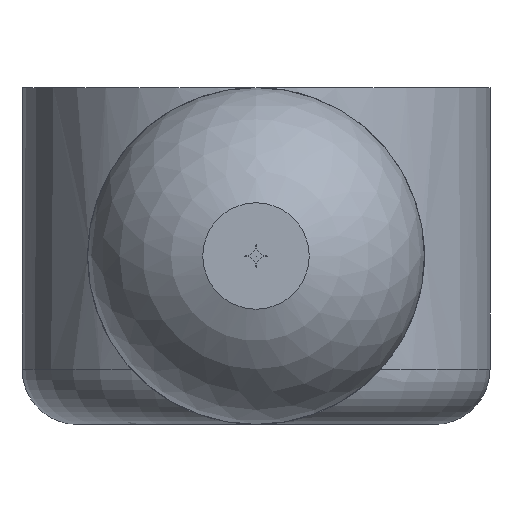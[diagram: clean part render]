
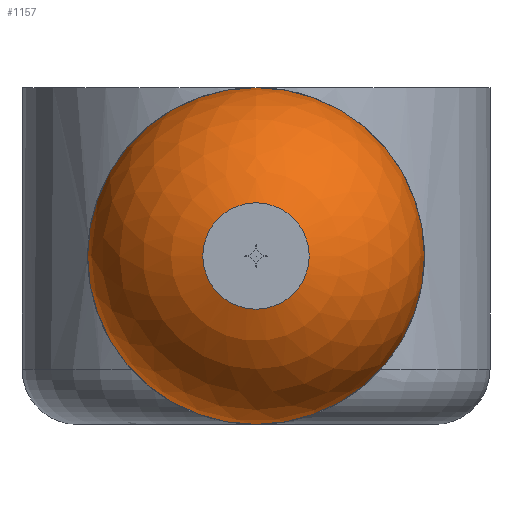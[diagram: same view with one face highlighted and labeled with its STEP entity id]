
A CAD part, front view. The second image highlights one B-rep face of the part: STEP entity #1157.
In plain terms, the highlighted spherical face has radius 6.032 mm.
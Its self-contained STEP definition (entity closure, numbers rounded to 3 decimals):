
#37=SPHERICAL_SURFACE('',#1249,6.033);
#349=FACE_OUTER_BOUND('',#414,.T.);
#414=EDGE_LOOP('',(#821,#822,#823,#824,#825,#826));
#483=CIRCLE('',#1247,1.905);
#484=CIRCLE('',#1248,1.905);
#485=CIRCLE('',#1250,6.033);
#486=CIRCLE('',#1251,6.033);
#487=CIRCLE('',#1252,6.033);
#520=VERTEX_POINT('',#1621);
#521=VERTEX_POINT('',#1622);
#522=VERTEX_POINT('',#1627);
#523=VERTEX_POINT('',#1628);
#636=EDGE_CURVE('',#520,#521,#483,.T.);
#638=EDGE_CURVE('',#521,#520,#484,.T.);
#639=EDGE_CURVE('',#522,#523,#485,.T.);
#640=EDGE_CURVE('',#523,#522,#486,.T.);
#641=EDGE_CURVE('',#523,#521,#487,.T.);
#821=ORIENTED_EDGE('',*,*,#639,.F.);
#822=ORIENTED_EDGE('',*,*,#640,.F.);
#823=ORIENTED_EDGE('',*,*,#641,.T.);
#824=ORIENTED_EDGE('',*,*,#638,.T.);
#825=ORIENTED_EDGE('',*,*,#636,.T.);
#826=ORIENTED_EDGE('',*,*,#641,.F.);
#1157=ADVANCED_FACE('',(#349),#37,.T.);
#1247=AXIS2_PLACEMENT_3D('',#1623,#1343,#1344);
#1248=AXIS2_PLACEMENT_3D('',#1625,#1346,#1347);
#1249=AXIS2_PLACEMENT_3D('',#1626,#1348,#1349);
#1250=AXIS2_PLACEMENT_3D('',#1629,#1350,#1351);
#1251=AXIS2_PLACEMENT_3D('',#1630,#1352,#1353);
#1252=AXIS2_PLACEMENT_3D('',#1631,#1354,#1355);
#1343=DIRECTION('center_axis',(0.,1.,0.));
#1344=DIRECTION('ref_axis',(-1.,0.,0.));
#1346=DIRECTION('center_axis',(0.,1.,0.));
#1347=DIRECTION('ref_axis',(-1.,0.,0.));
#1348=DIRECTION('center_axis',(0.,1.,0.));
#1349=DIRECTION('ref_axis',(0.,0.,-1.));
#1350=DIRECTION('center_axis',(0.,1.,0.));
#1351=DIRECTION('ref_axis',(0.,0.,1.));
#1352=DIRECTION('center_axis',(0.,1.,0.));
#1353=DIRECTION('ref_axis',(0.,0.,1.));
#1354=DIRECTION('center_axis',(1.,0.,0.));
#1355=DIRECTION('ref_axis',(0.,0.,1.));
#1621=CARTESIAN_POINT('',(1.905,-15.376,6.033));
#1622=CARTESIAN_POINT('',(0.,-15.376,7.938));
#1623=CARTESIAN_POINT('Origin',(0.,-15.376,6.033));
#1625=CARTESIAN_POINT('Origin',(0.,-15.376,6.033));
#1626=CARTESIAN_POINT('Origin',(0.,-9.652,6.033));
#1627=CARTESIAN_POINT('',(0.,-9.652,0.));
#1628=CARTESIAN_POINT('',(0.,-9.652,12.065));
#1629=CARTESIAN_POINT('Origin',(0.,-9.652,6.033));
#1630=CARTESIAN_POINT('Origin',(0.,-9.652,6.033));
#1631=CARTESIAN_POINT('Origin',(0.,-9.652,6.033));
